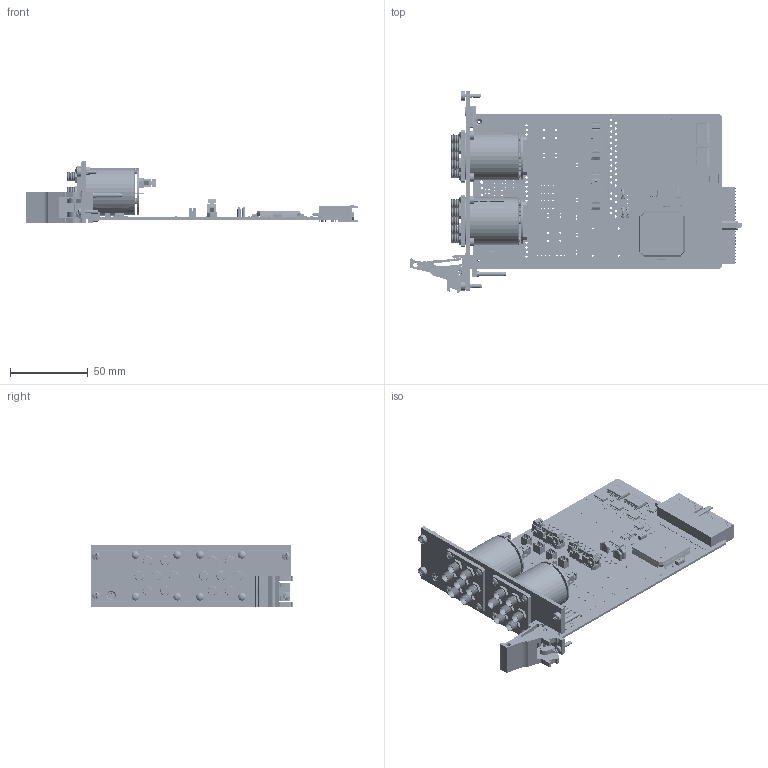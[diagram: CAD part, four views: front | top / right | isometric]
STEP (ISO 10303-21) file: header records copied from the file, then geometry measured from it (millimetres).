
FILE_DESCRIPTION (( 'STEP AP214' ), '1' );
FILE_NAME ('40-784-042 PXI uWave Dual 2xSP6T 40GHz MUX SMA 2.9.STEP', '2013-09-09T11:34:22', ( 'admin' ), ( '' ), 'SwSTEP 2.0', 'SolidWorks 2012', '' );
FILE_SCHEMA (( 'AUTOMOTIVE_DESIGN' ));
Length unit declared in the file: millimetre
Products named in the file (1): 40-784-042 PXI uWave Dual 2xSP6T 40GHz MUX SMA 2.9
Bounding box: 214.01 x 129.87 x 40 mm (x, y, z)
Surface area: 85431.5 mm2 (no closed solid volume)
Topology: 0 solids, 766 shells, 4862 faces, 22185 edges, 17499 vertices
Faces by surface type: plane 3413, cylinder 1019, cone 326, torus 54, bspline 39, sphere 11
Full cylindrical faces by diameter (mm): 0.28 x7, 0.5 x1, 0.6 x110, 0.64 x16, 0.66 x20, 0.75 x56, 0.8 x17, 0.9 x13, 0.92 x4, 0.98 x1, 0.996 x7, 1 x18, 1.073 x2, 1.2 x8, 1.3 x8, 1.496 x2, 1.5 x59, 1.519 x2, 1.6 x2, 1.721 x20, 2 x7, 2.05 x1, 2.3 x2, 2.497 x1, 2.5 x5, 2.6 x1, 2.7 x1, 2.8 x1, 3 x3, 4.1 x6
Entity records: 288001 total; most frequent: CARTESIAN_POINT 65716, DIRECTION 33420, ORIENTED_EDGE 28487, EDGE_CURVE 21237, VERTEX_POINT 17361, VECTOR 14276, LINE 14276, AXIS2_PLACEMENT_3D 9572
